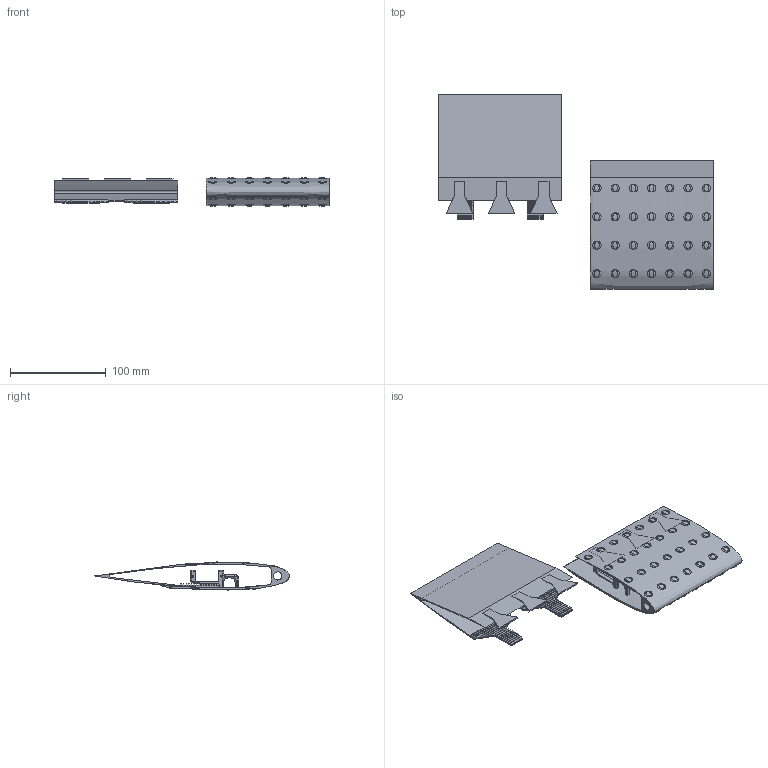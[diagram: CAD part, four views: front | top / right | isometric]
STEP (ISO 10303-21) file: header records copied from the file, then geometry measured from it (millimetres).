
FILE_DESCRIPTION(/* description */ (''),/* implementation_level */ '2;1');
FILE_NAME(/* name */ 'morphing aerofoil_proto2.step',/* time_stamp */ '2025-07-28T20:37:26+05:30',/* author */ (''),/* organization */ (''),/* preprocessor_version */ 'ST-DEVELOPER v20.1',/* originating_system */ 'Autodesk Translation Framework v14.10.0.0',/* authorisation */ '');
FILE_SCHEMA (('AUTOMOTIVE_DESIGN { 1 0 10303 214 3 1 1 }'));
Products named in the file (9): Configuration 1; Component1; Component5; Component6; aerofoil rack v1; Component10; Component11; Component12; Component14
Assembly tree (8 placements, depth 4):
  Configuration 1
    Component1
      Component5
    Component6
    aerofoil rack v1
      Component10
        Component11
        Component12
    Component14
Bounding box: 286.65 x 203.01 x 29.23 mm (x, y, z)
Volume: 112088.9 mm3; surface area: 129453.4 mm2
Topology: 2 solids, 2 shells, 598 faces, 1577 edges, 1041 vertices
Faces by surface type: plane 228, bspline 203, cylinder 139, torus 16, sphere 12
Full cylindrical faces by diameter (mm): 2.044 x2, 2.162 x2, 8.482 x1
Entity records: 43526 total; most frequent: CARTESIAN_POINT 30437, ORIENTED_EDGE 3158, DIRECTION 1823, EDGE_CURVE 1579, VERTEX_POINT 1041, LINE 711, VECTOR 711, B_SPLINE_CURVE_WITH_KNOTS 707
